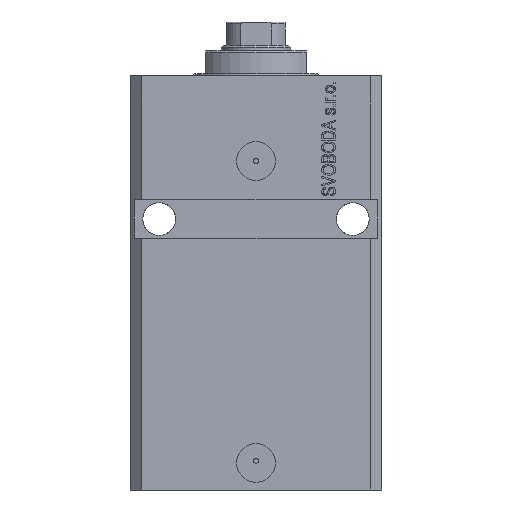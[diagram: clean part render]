
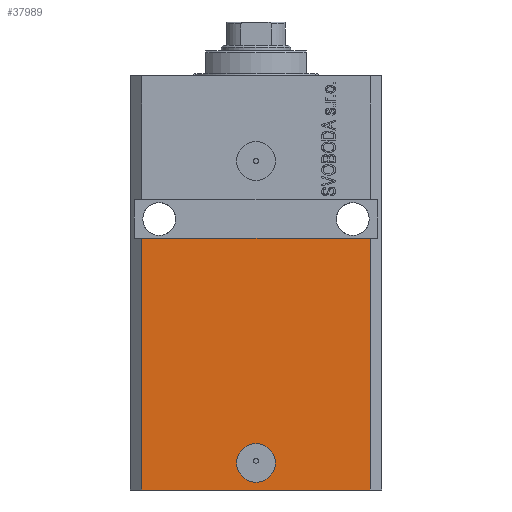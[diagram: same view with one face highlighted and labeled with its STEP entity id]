
A CAD part, front view. The second image highlights one B-rep face of the part: STEP entity #37989.
In plain terms, the highlighted planar face has unit normal (0, -1, 0).
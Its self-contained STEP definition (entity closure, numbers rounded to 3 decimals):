
#182 = AXIS2_PLACEMENT_3D ( 'NONE', #6330, #952, #1838 ) ;
#348 = DIRECTION ( 'NONE',  ( 1., 0., 0. ) ) ;
#560 = DIRECTION ( 'NONE',  ( 1., 0., 0. ) ) ;
#952 = DIRECTION ( 'NONE',  ( 0., -1., 0. ) ) ;
#1015 = LINE ( 'NONE', #3862, #5315 ) ;
#1652 = EDGE_LOOP ( 'NONE', ( #41740, #28427, #34420, #13524 ) ) ;
#1838 = DIRECTION ( 'NONE',  ( 1., 0., 0. ) ) ;
#1931 = ORIENTED_EDGE ( 'NONE', *, *, #8626, .F. ) ;
#2364 = DIRECTION ( 'NONE',  ( 1., 0., 0. ) ) ;
#3433 = VECTOR ( 'NONE', #560, 1000. ) ;
#3485 = EDGE_LOOP ( 'NONE', ( #1931, #18467 ) ) ;
#3862 = CARTESIAN_POINT ( 'NONE',  ( -32.5, -22.5, -42. ) ) ;
#5315 = VECTOR ( 'NONE', #11258, 1000. ) ;
#6080 = CIRCLE ( 'NONE', #8370, 5. ) ;
#6330 = CARTESIAN_POINT ( 'NONE',  ( -29.5, -22.5, -107. ) ) ;
#6821 = EDGE_CURVE ( 'NONE', #9303, #10103, #33471, .T. ) ;
#8370 = AXIS2_PLACEMENT_3D ( 'NONE', #36591, #10362, #348 ) ;
#8626 = EDGE_CURVE ( 'NONE', #20354, #13776, #37015, .T. ) ;
#9303 = VERTEX_POINT ( 'NONE', #38403 ) ;
#9869 = CARTESIAN_POINT ( 'NONE',  ( 5., -22.5, -100. ) ) ;
#10103 = VERTEX_POINT ( 'NONE', #14280 ) ;
#10362 = DIRECTION ( 'NONE',  ( 0., -1., 0. ) ) ;
#11258 = DIRECTION ( 'NONE',  ( 1., 0., 0. ) ) ;
#11683 = EDGE_CURVE ( 'NONE', #9303, #38360, #32492, .T. ) ;
#13524 = ORIENTED_EDGE ( 'NONE', *, *, #35683, .T. ) ;
#13776 = VERTEX_POINT ( 'NONE', #19461 ) ;
#14280 = CARTESIAN_POINT ( 'NONE',  ( 29.5, -22.5, -107. ) ) ;
#18467 = ORIENTED_EDGE ( 'NONE', *, *, #22218, .F. ) ;
#19461 = CARTESIAN_POINT ( 'NONE',  ( -5., -22.5, -100. ) ) ;
#20354 = VERTEX_POINT ( 'NONE', #9869 ) ;
#21644 = EDGE_CURVE ( 'NONE', #38360, #37658, #1015, .T. ) ;
#22218 = EDGE_CURVE ( 'NONE', #13776, #20354, #6080, .T. ) ;
#24477 = PLANE ( 'NONE',  #182 ) ;
#27232 = CARTESIAN_POINT ( 'NONE',  ( 29.5, -22.5, -107. ) ) ;
#28427 = ORIENTED_EDGE ( 'NONE', *, *, #11683, .F. ) ;
#30183 = AXIS2_PLACEMENT_3D ( 'NONE', #46941, #31693, #2364 ) ;
#31406 = FACE_OUTER_BOUND ( 'NONE', #1652, .T. ) ;
#31693 = DIRECTION ( 'NONE',  ( 0., -1., 0. ) ) ;
#32492 = LINE ( 'NONE', #46569, #46231 ) ;
#33471 = LINE ( 'NONE', #39905, #3433 ) ;
#34420 = ORIENTED_EDGE ( 'NONE', *, *, #6821, .T. ) ;
#35683 = EDGE_CURVE ( 'NONE', #10103, #37658, #37958, .T. ) ;
#36591 = CARTESIAN_POINT ( 'NONE',  ( 0., -22.5, -100. ) ) ;
#36777 = DIRECTION ( 'NONE',  ( 0., 0., 1. ) ) ;
#37015 = CIRCLE ( 'NONE', #30183, 5. ) ;
#37658 = VERTEX_POINT ( 'NONE', #44888 ) ;
#37958 = LINE ( 'NONE', #27232, #40596 ) ;
#37989 = ADVANCED_FACE ( 'NONE', ( #41911, #31406 ), #24477, .T. ) ;
#38360 = VERTEX_POINT ( 'NONE', #46864 ) ;
#38403 = CARTESIAN_POINT ( 'NONE',  ( -29.5, -22.5, -107. ) ) ;
#38879 = DIRECTION ( 'NONE',  ( 0., 0., 1. ) ) ;
#39905 = CARTESIAN_POINT ( 'NONE',  ( -29.5, -22.5, -107. ) ) ;
#40596 = VECTOR ( 'NONE', #38879, 1000. ) ;
#41740 = ORIENTED_EDGE ( 'NONE', *, *, #21644, .F. ) ;
#41911 = FACE_BOUND ( 'NONE', #3485, .T. ) ;
#44888 = CARTESIAN_POINT ( 'NONE',  ( 29.5, -22.5, -42. ) ) ;
#46231 = VECTOR ( 'NONE', #36777, 1000. ) ;
#46569 = CARTESIAN_POINT ( 'NONE',  ( -29.5, -22.5, -107. ) ) ;
#46864 = CARTESIAN_POINT ( 'NONE',  ( -29.5, -22.5, -42. ) ) ;
#46941 = CARTESIAN_POINT ( 'NONE',  ( 0., -22.5, -100. ) ) ;
